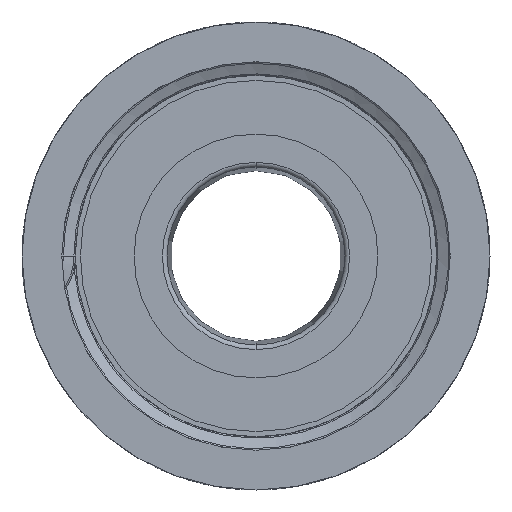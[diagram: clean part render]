
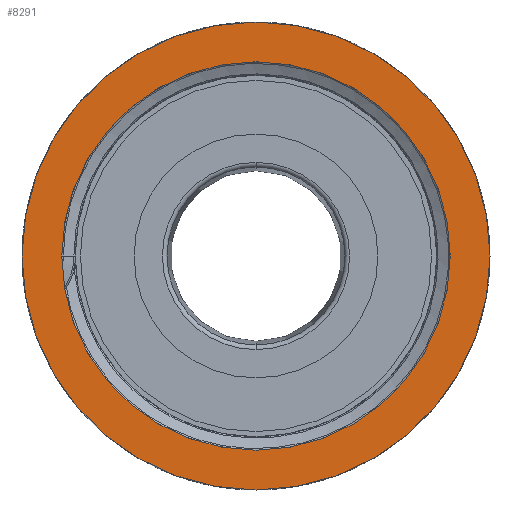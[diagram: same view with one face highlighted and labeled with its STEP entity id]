
A CAD part, left-side view. The second image highlights one B-rep face of the part: STEP entity #8291.
In plain terms, the highlighted planar face has unit normal (-1, 0, 0).
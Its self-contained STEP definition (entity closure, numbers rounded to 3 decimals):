
#927 = CARTESIAN_POINT ( 'NONE',  ( 0., 0., 0. ) ) ;
#928 = DIRECTION ( 'NONE',  ( -1., 0., 0. ) ) ;
#929 = DIRECTION ( 'NONE',  ( 0., 0., 1. ) ) ;
#1633 = FACE_OUTER_BOUND ( 'NONE', #8687, .T. ) ;
#1637 = CARTESIAN_POINT ( 'NONE',  ( 0., 0., -20.955 ) ) ;
#1642 = FACE_BOUND ( 'NONE', #8685, .T. ) ;
#1647 = PLANE ( 'NONE',  #4666 ) ;
#1648 = DIRECTION ( 'NONE',  ( 1., 0., 0. ) ) ;
#1649 = DIRECTION ( 'NONE',  ( 0., 0., -1. ) ) ;
#4018 = CARTESIAN_POINT ( 'NONE',  ( 0., 0., 25.25 ) ) ;
#4030 = CARTESIAN_POINT ( 'NONE',  ( 0., 0., -25.25 ) ) ;
#4238 = CIRCLE ( 'NONE', #4240, 25.25 ) ;
#4240 = AXIS2_PLACEMENT_3D ( 'NONE', #7456, #7457, #7458 ) ;
#4258 = CIRCLE ( 'NONE', #4260, 20.955 ) ;
#4260 = AXIS2_PLACEMENT_3D ( 'NONE', #5703, #5704, #5705 ) ;
#4279 = CIRCLE ( 'NONE', #4281, 20.955 ) ;
#4281 = AXIS2_PLACEMENT_3D ( 'NONE', #6042, #6043, #6044 ) ;
#4344 = CIRCLE ( 'NONE', #4359, 25.25 ) ;
#4359 = AXIS2_PLACEMENT_3D ( 'NONE', #927, #928, #929 ) ;
#4666 = AXIS2_PLACEMENT_3D ( 'NONE', #1637, #1648, #1649 ) ;
#5120 = VERTEX_POINT ( 'NONE', #7406 ) ;
#5121 = VERTEX_POINT ( 'NONE', #7407 ) ;
#5703 = CARTESIAN_POINT ( 'NONE',  ( 0., 0., 0. ) ) ;
#5704 = DIRECTION ( 'NONE',  ( -1., 0., 0. ) ) ;
#5705 = DIRECTION ( 'NONE',  ( 0., 0., 1. ) ) ;
#6042 = CARTESIAN_POINT ( 'NONE',  ( 0., 0., 0. ) ) ;
#6043 = DIRECTION ( 'NONE',  ( -1., 0., 0. ) ) ;
#6044 = DIRECTION ( 'NONE',  ( 0., 0., 1. ) ) ;
#6172 = EDGE_CURVE ( 'NONE', #8608, #8620, #4238, .T. ) ;
#6198 = EDGE_CURVE ( 'NONE', #5120, #5121, #4258, .T. ) ;
#6241 = EDGE_CURVE ( 'NONE', #5121, #5120, #4279, .T. ) ;
#6318 = EDGE_CURVE ( 'NONE', #8620, #8608, #4344, .T. ) ;
#6938 = ORIENTED_EDGE ( 'NONE', *, *, #6318, .T. ) ;
#7016 = ORIENTED_EDGE ( 'NONE', *, *, #6198, .F. ) ;
#7017 = ORIENTED_EDGE ( 'NONE', *, *, #6172, .T. ) ;
#7022 = ORIENTED_EDGE ( 'NONE', *, *, #6241, .F. ) ;
#7406 = CARTESIAN_POINT ( 'NONE',  ( 0., 0., -20.955 ) ) ;
#7407 = CARTESIAN_POINT ( 'NONE',  ( 0., 0., 20.955 ) ) ;
#7456 = CARTESIAN_POINT ( 'NONE',  ( 0., 0., 0. ) ) ;
#7457 = DIRECTION ( 'NONE',  ( -1., 0., 0. ) ) ;
#7458 = DIRECTION ( 'NONE',  ( 0., 0., 1. ) ) ;
#8291 = ADVANCED_FACE ( 'NONE', ( #1642, #1633 ), #1647, .F. ) ;
#8608 = VERTEX_POINT ( 'NONE', #4018 ) ;
#8620 = VERTEX_POINT ( 'NONE', #4030 ) ;
#8685 = EDGE_LOOP ( 'NONE', ( #7022, #7016 ) ) ;
#8687 = EDGE_LOOP ( 'NONE', ( #7017, #6938 ) ) ;
